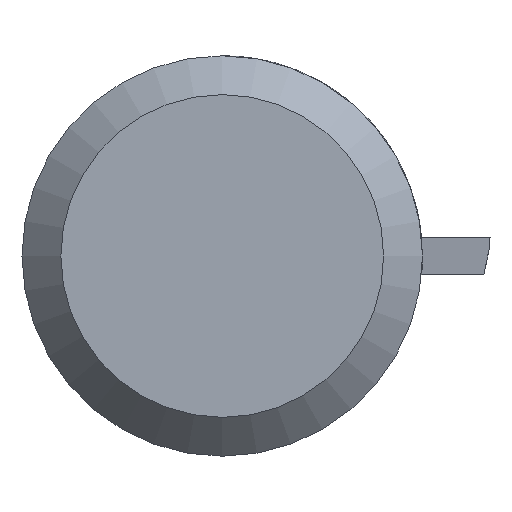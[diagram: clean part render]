
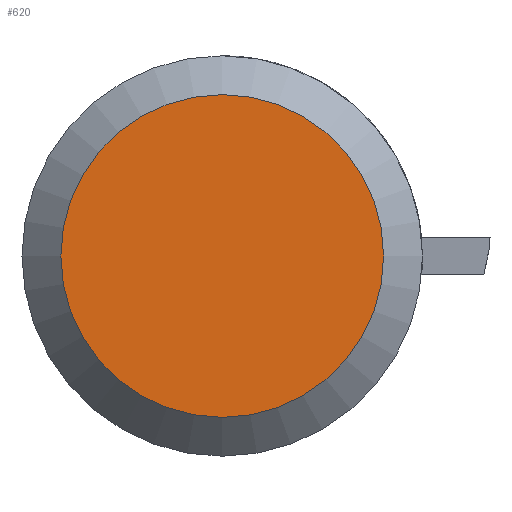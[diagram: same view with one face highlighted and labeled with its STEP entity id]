
A CAD part, left-side view. The second image highlights one B-rep face of the part: STEP entity #620.
In plain terms, the highlighted planar face has unit normal (-1, 0, 0).
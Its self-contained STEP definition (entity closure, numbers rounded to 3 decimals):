
#44=CIRCLE('',#696,4.15);
#101=FACE_OUTER_BOUND('',#136,.T.);
#136=EDGE_LOOP('',(#482));
#275=VERTEX_POINT('',#1103);
#351=EDGE_CURVE('',#275,#275,#44,.T.);
#482=ORIENTED_EDGE('',*,*,#351,.T.);
#558=PLANE('',#695);
#620=ADVANCED_FACE('',(#101),#558,.T.);
#695=AXIS2_PLACEMENT_3D('',#1102,#848,#849);
#696=AXIS2_PLACEMENT_3D('',#1104,#850,#851);
#848=DIRECTION('center_axis',(-1.,0.,0.));
#849=DIRECTION('ref_axis',(0.,0.,1.));
#850=DIRECTION('center_axis',(-1.,0.,0.));
#851=DIRECTION('ref_axis',(0.,0.,1.));
#1102=CARTESIAN_POINT('Origin',(-62.861,-1.07,0.));
#1103=CARTESIAN_POINT('',(-62.861,3.08,0.));
#1104=CARTESIAN_POINT('Origin',(-62.861,-1.07,0.));
